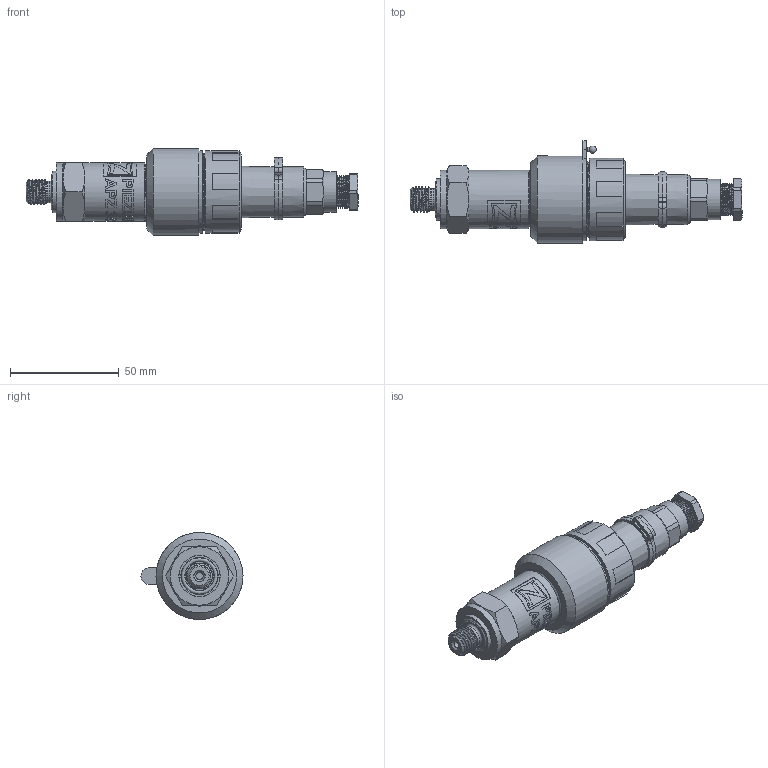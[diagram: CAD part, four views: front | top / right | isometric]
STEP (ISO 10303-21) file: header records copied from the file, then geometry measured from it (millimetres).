
FILE_DESCRIPTION(/* description */ (''),/* implementation_level */ '2;1');
FILE_NAME(/* name */ 'APZ3421_3_Buccaneer.step',/* time_stamp */ '2021-06-25T11:53:35+03:00',/* author */ (''),/* organization */ (''),/* preprocessor_version */ 'ST-DEVELOPER v18.1',/* originating_system */ 'Autodesk Translation Framework v10.9.0.1377',/* authorisation */ '');
FILE_SCHEMA (('AUTOMOTIVE_DESIGN { 1 0 10303 214 3 1 1 }'));
Length unit declared in the file: millimetre
Products named in the file (9): АПЗ 3420 в.2; M12x1,5 DIN; Bucaneer assembly v5; Bucaneer male v11; px0735-p; px0735-p_1; Bucaneer female v5; px0736-s; px0736-s_2
Assembly tree (8 placements, depth 5):
  АПЗ 3420 в.2
    M12x1,5 DIN
    Bucaneer assembly v5
      Bucaneer male v11
        px0735-p
          px0735-p_1
      Bucaneer female v5
        px0736-s
          px0736-s_2
Bounding box: 152.59 x 46.89 x 40 mm (x, y, z)
Volume: 76565.5 mm3; surface area: 48425.7 mm2
Topology: 14 solids, 18 shells, 1674 faces, 4611 edges, 3031 vertices
Faces by surface type: plane 1013, bspline 269, cylinder 233, cone 124, torus 24, sphere 11
Full cylindrical faces by diameter (mm): 2.03 x1, 2.413 x4, 2.439 x6, 2.459 x2, 2.464 x2, 2.87 x4, 3 x4, 3.3 x1, 3.302 x6, 3.734 x2, 4.1 x6, 4.19 x2, 4.47 x2, 8.255 x1, 9.53 x2, 9.8 x1, 10.137 x5, 11.85 x4, 11.938 x1, 12.09 x1, 13.5 x2, 13.716 x1, 13.741 x5, 14.021 x1, 14.884 x6, 15.062 x9, 16.61 x1, 16.7 x2, 17 x1, 18 x1
Entity records: 87039 total; most frequent: CARTESIAN_POINT 46204, ORIENTED_EDGE 9196, DIRECTION 7189, EDGE_CURVE 4598, VERTEX_POINT 3031, LINE 2947, VECTOR 2947, AXIS2_PLACEMENT_3D 2121
